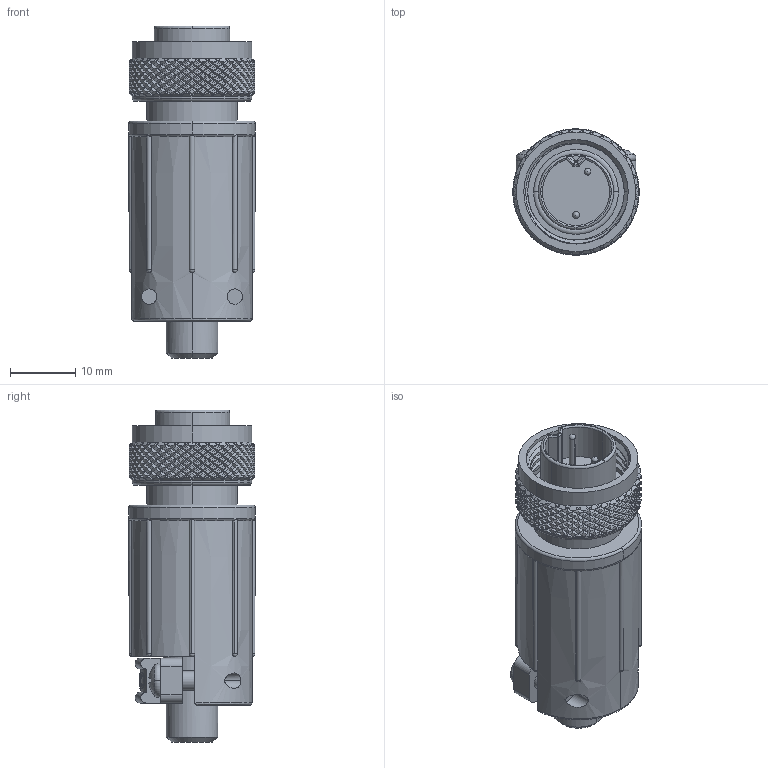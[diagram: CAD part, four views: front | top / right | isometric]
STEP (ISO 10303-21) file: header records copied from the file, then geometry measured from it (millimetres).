
FILE_DESCRIPTION (( 'STEP AP203' ), '1' );
FILE_NAME ('SF6282-2PG-520.STEP', '2013-06-24T19:46:25', ( 'J0FPBF1' ), ( '' ), 'SwSTEP 2.0', 'SolidWorks 2012', '' );
FILE_SCHEMA (( 'CONFIG_CONTROL_DESIGN' ));
Products named in the file (1): SF6282-2PG-520
Bounding box: 19.38 x 19.38 x 50.85 mm (x, y, z)
Volume: 10127.3 mm3; surface area: 5277.1 mm2
Topology: 1 solids, 1 shells, 2219 faces, 4759 edges, 2543 vertices
Faces by surface type: bspline 1610, cylinder 447, plane 97, sphere 27, torus 22, cone 16
Entity records: 110348 total; most frequent: CARTESIAN_POINT 79226, ORIENTED_EDGE 9382, EDGE_CURVE 4691, DIRECTION 2776, VERTEX_POINT 2503, EDGE_LOOP 2228, ADVANCED_FACE 2207, FACE_OUTER_BOUND 2207
